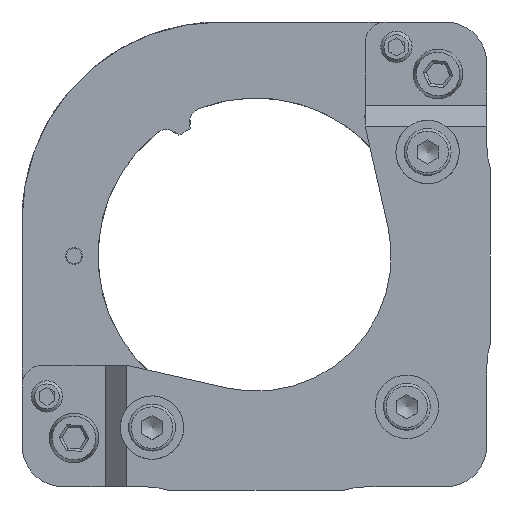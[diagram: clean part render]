
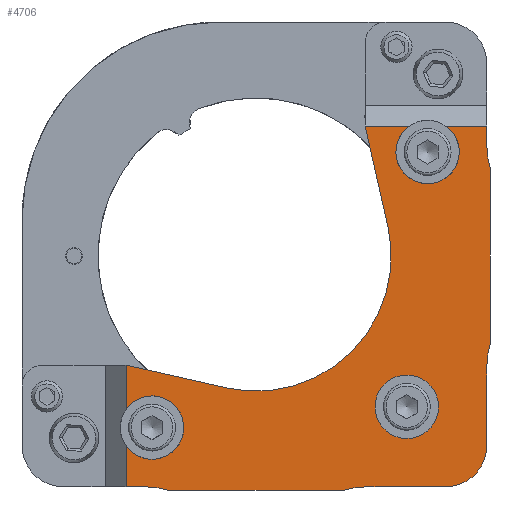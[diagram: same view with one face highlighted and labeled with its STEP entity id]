
A CAD part, left-side view. The second image highlights one B-rep face of the part: STEP entity #4706.
In plain terms, the highlighted face is planar.
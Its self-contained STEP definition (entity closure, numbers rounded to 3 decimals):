
#240=FACE_BOUND('',#721,.T.);
#307=PLANE('',#5231);
#447=FACE_OUTER_BOUND('',#720,.T.);
#720=EDGE_LOOP('',(#3426,#3427,#3428,#3429,#3430,#3431,#3432,#3433,#3434,
#3435,#3436,#3437,#3438,#3439,#3440,#3441,#3442,#3443,#3444,#3445,#3446,
#3447));
#721=EDGE_LOOP('',(#3448,#3449));
#1048=CIRCLE('',#5232,3.05);
#1049=CIRCLE('',#5233,3.05);
#1050=CIRCLE('',#5234,8.);
#1051=CIRCLE('',#5235,8.);
#1052=CIRCLE('',#5236,4.);
#1053=CIRCLE('',#5237,8.);
#1054=CIRCLE('',#5238,8.);
#1055=CIRCLE('',#5239,3.05);
#1056=CIRCLE('',#5240,3.05);
#1057=CIRCLE('',#5241,13.);
#1058=CIRCLE('',#5242,3.05);
#1059=CIRCLE('',#5243,3.05);
#1342=LINE('',#7538,#1673);
#1348=LINE('',#7555,#1679);
#1360=LINE('',#7643,#1691);
#1361=LINE('',#7649,#1692);
#1362=LINE('',#7651,#1693);
#1363=LINE('',#7655,#1694);
#1364=LINE('',#7659,#1695);
#1365=LINE('',#7663,#1696);
#1366=LINE('',#7667,#1697);
#1367=LINE('',#7671,#1698);
#1368=LINE('',#7673,#1699);
#1369=LINE('',#7678,#1700);
#1673=VECTOR('',#6013,10.);
#1679=VECTOR('',#6025,10.);
#1691=VECTOR('',#6047,10.);
#1692=VECTOR('',#6052,10.);
#1693=VECTOR('',#6053,10.);
#1694=VECTOR('',#6056,10.);
#1695=VECTOR('',#6059,10.);
#1696=VECTOR('',#6062,10.);
#1697=VECTOR('',#6065,10.);
#1698=VECTOR('',#6068,10.);
#1699=VECTOR('',#6069,10.);
#1700=VECTOR('',#6074,10.);
#2048=VERTEX_POINT('',#7535);
#2049=VERTEX_POINT('',#7537);
#2056=VERTEX_POINT('',#7552);
#2057=VERTEX_POINT('',#7554);
#2069=VERTEX_POINT('',#7642);
#2070=VERTEX_POINT('',#7644);
#2071=VERTEX_POINT('',#7646);
#2072=VERTEX_POINT('',#7648);
#2073=VERTEX_POINT('',#7650);
#2074=VERTEX_POINT('',#7652);
#2075=VERTEX_POINT('',#7654);
#2076=VERTEX_POINT('',#7656);
#2077=VERTEX_POINT('',#7658);
#2078=VERTEX_POINT('',#7660);
#2079=VERTEX_POINT('',#7662);
#2080=VERTEX_POINT('',#7664);
#2081=VERTEX_POINT('',#7666);
#2082=VERTEX_POINT('',#7668);
#2083=VERTEX_POINT('',#7670);
#2084=VERTEX_POINT('',#7672);
#2085=VERTEX_POINT('',#7674);
#2086=VERTEX_POINT('',#7676);
#2087=VERTEX_POINT('',#7680);
#2088=VERTEX_POINT('',#7681);
#2576=EDGE_CURVE('',#2049,#2048,#1342,.T.);
#2584=EDGE_CURVE('',#2057,#2056,#1348,.T.);
#2600=EDGE_CURVE('',#2069,#2048,#1360,.T.);
#2601=EDGE_CURVE('',#2069,#2070,#1048,.T.);
#2602=EDGE_CURVE('',#2070,#2071,#1049,.T.);
#2603=EDGE_CURVE('',#2072,#2071,#1361,.T.);
#2604=EDGE_CURVE('',#2072,#2073,#1362,.T.);
#2605=EDGE_CURVE('',#2073,#2074,#1050,.F.);
#2606=EDGE_CURVE('',#2074,#2075,#1363,.T.);
#2607=EDGE_CURVE('',#2075,#2076,#1051,.F.);
#2608=EDGE_CURVE('',#2076,#2077,#1364,.T.);
#2609=EDGE_CURVE('',#2078,#2077,#1052,.T.);
#2610=EDGE_CURVE('',#2078,#2079,#1365,.T.);
#2611=EDGE_CURVE('',#2079,#2080,#1053,.F.);
#2612=EDGE_CURVE('',#2080,#2081,#1366,.T.);
#2613=EDGE_CURVE('',#2081,#2082,#1054,.F.);
#2614=EDGE_CURVE('',#2082,#2083,#1367,.T.);
#2615=EDGE_CURVE('',#2084,#2083,#1368,.T.);
#2616=EDGE_CURVE('',#2084,#2085,#1055,.T.);
#2617=EDGE_CURVE('',#2085,#2086,#1056,.T.);
#2618=EDGE_CURVE('',#2057,#2086,#1369,.T.);
#2619=EDGE_CURVE('',#2056,#2049,#1057,.T.);
#2620=EDGE_CURVE('',#2087,#2088,#1058,.T.);
#2621=EDGE_CURVE('',#2088,#2087,#1059,.T.);
#3426=ORIENTED_EDGE('',*,*,#2576,.T.);
#3427=ORIENTED_EDGE('',*,*,#2600,.F.);
#3428=ORIENTED_EDGE('',*,*,#2601,.T.);
#3429=ORIENTED_EDGE('',*,*,#2602,.T.);
#3430=ORIENTED_EDGE('',*,*,#2603,.F.);
#3431=ORIENTED_EDGE('',*,*,#2604,.T.);
#3432=ORIENTED_EDGE('',*,*,#2605,.T.);
#3433=ORIENTED_EDGE('',*,*,#2606,.T.);
#3434=ORIENTED_EDGE('',*,*,#2607,.T.);
#3435=ORIENTED_EDGE('',*,*,#2608,.T.);
#3436=ORIENTED_EDGE('',*,*,#2609,.F.);
#3437=ORIENTED_EDGE('',*,*,#2610,.T.);
#3438=ORIENTED_EDGE('',*,*,#2611,.T.);
#3439=ORIENTED_EDGE('',*,*,#2612,.T.);
#3440=ORIENTED_EDGE('',*,*,#2613,.T.);
#3441=ORIENTED_EDGE('',*,*,#2614,.T.);
#3442=ORIENTED_EDGE('',*,*,#2615,.F.);
#3443=ORIENTED_EDGE('',*,*,#2616,.T.);
#3444=ORIENTED_EDGE('',*,*,#2617,.T.);
#3445=ORIENTED_EDGE('',*,*,#2618,.F.);
#3446=ORIENTED_EDGE('',*,*,#2584,.T.);
#3447=ORIENTED_EDGE('',*,*,#2619,.T.);
#3448=ORIENTED_EDGE('',*,*,#2620,.T.);
#3449=ORIENTED_EDGE('',*,*,#2621,.T.);
#4706=ADVANCED_FACE('',(#447,#240),#307,.T.);
#5231=AXIS2_PLACEMENT_3D('',#7641,#6045,#6046);
#5232=AXIS2_PLACEMENT_3D('',#7645,#6048,#6049);
#5233=AXIS2_PLACEMENT_3D('',#7647,#6050,#6051);
#5234=AXIS2_PLACEMENT_3D('',#7653,#6054,#6055);
#5235=AXIS2_PLACEMENT_3D('',#7657,#6057,#6058);
#5236=AXIS2_PLACEMENT_3D('',#7661,#6060,#6061);
#5237=AXIS2_PLACEMENT_3D('',#7665,#6063,#6064);
#5238=AXIS2_PLACEMENT_3D('',#7669,#6066,#6067);
#5239=AXIS2_PLACEMENT_3D('',#7675,#6070,#6071);
#5240=AXIS2_PLACEMENT_3D('',#7677,#6072,#6073);
#5241=AXIS2_PLACEMENT_3D('',#7679,#6075,#6076);
#5242=AXIS2_PLACEMENT_3D('',#7682,#6077,#6078);
#5243=AXIS2_PLACEMENT_3D('',#7683,#6079,#6080);
#6013=DIRECTION('',(0.,0.975,-0.221));
#6025=DIRECTION('',(0.,-0.221,0.975));
#6045=DIRECTION('center_axis',(1.,0.,0.));
#6046=DIRECTION('ref_axis',(0.,0.,-1.));
#6047=DIRECTION('',(0.,0.,-1.));
#6048=DIRECTION('center_axis',(-1.,0.,0.));
#6049=DIRECTION('ref_axis',(0.,0.,-1.));
#6050=DIRECTION('center_axis',(-1.,0.,0.));
#6051=DIRECTION('ref_axis',(0.,0.,-1.));
#6052=DIRECTION('',(0.,0.,-1.));
#6053=DIRECTION('',(0.,-1.,0.));
#6054=DIRECTION('center_axis',(1.,0.,0.));
#6055=DIRECTION('ref_axis',(0.,-0.271,-0.963));
#6056=DIRECTION('',(0.,-1.,0.));
#6057=DIRECTION('center_axis',(1.,0.,0.));
#6058=DIRECTION('ref_axis',(0.,0.271,-0.963));
#6059=DIRECTION('',(0.,-1.,0.));
#6060=DIRECTION('center_axis',(-1.,0.,0.));
#6061=DIRECTION('ref_axis',(0.,-0.707,0.707));
#6062=DIRECTION('',(0.,0.,-1.));
#6063=DIRECTION('center_axis',(1.,0.,0.));
#6064=DIRECTION('ref_axis',(0.,0.962,-0.271));
#6065=DIRECTION('',(0.,0.,-1.));
#6066=DIRECTION('center_axis',(1.,0.,0.));
#6067=DIRECTION('ref_axis',(0.,0.962,0.271));
#6068=DIRECTION('',(0.,0.,-1.));
#6069=DIRECTION('',(0.,-1.,0.));
#6070=DIRECTION('center_axis',(-1.,0.,0.));
#6071=DIRECTION('ref_axis',(0.,0.,-1.));
#6072=DIRECTION('center_axis',(-1.,0.,0.));
#6073=DIRECTION('ref_axis',(0.,0.,-1.));
#6074=DIRECTION('',(0.,-1.,0.));
#6075=DIRECTION('center_axis',(-1.,0.,0.));
#6076=DIRECTION('ref_axis',(0.,0.,-1.));
#6077=DIRECTION('center_axis',(-1.,0.,0.));
#6078=DIRECTION('ref_axis',(0.,0.,-1.));
#6079=DIRECTION('center_axis',(-1.,0.,0.));
#6080=DIRECTION('ref_axis',(0.,0.,-1.));
#7535=CARTESIAN_POINT('',(16.,14.868,1.18));
#7537=CARTESIAN_POINT('',(16.,5.238,3.359));
#7538=CARTESIAN_POINT('',(16.,5.238,3.359));
#7552=CARTESIAN_POINT('',(16.,-10.311,-12.19));
#7554=CARTESIAN_POINT('',(16.,-8.132,-21.82));
#7555=CARTESIAN_POINT('',(16.,-9.221,-17.005));
#7641=CARTESIAN_POINT('Origin',(16.,2.368,-9.32));
#7642=CARTESIAN_POINT('',(16.,14.868,5.432));
#7643=CARTESIAN_POINT('',(16.,14.868,-6.927));
#7644=CARTESIAN_POINT('',(16.,12.368,10.23));
#7645=CARTESIAN_POINT('Origin',(16.,12.368,7.18));
#7646=CARTESIAN_POINT('',(16.,14.868,8.927));
#7647=CARTESIAN_POINT('Origin',(16.,12.368,7.18));
#7648=CARTESIAN_POINT('',(16.,14.868,12.88));
#7649=CARTESIAN_POINT('',(16.,14.868,-6.927));
#7650=CARTESIAN_POINT('',(16.,13.038,12.88));
#7651=CARTESIAN_POINT('',(16.,13.618,12.88));
#7652=CARTESIAN_POINT('',(16.,10.868,13.18));
#7653=CARTESIAN_POINT('Origin',(16.,13.038,20.88));
#7654=CARTESIAN_POINT('',(16.,-6.132,13.18));
#7655=CARTESIAN_POINT('',(16.,-20.132,13.18));
#7656=CARTESIAN_POINT('',(16.,-8.302,12.88));
#7657=CARTESIAN_POINT('Origin',(16.,-8.302,20.88));
#7658=CARTESIAN_POINT('',(16.,-15.832,12.88));
#7659=CARTESIAN_POINT('',(16.,-1.882,12.88));
#7660=CARTESIAN_POINT('',(16.,-19.832,8.88));
#7661=CARTESIAN_POINT('Origin',(16.,-15.832,8.88));
#7662=CARTESIAN_POINT('',(16.,-19.832,1.35));
#7663=CARTESIAN_POINT('',(16.,-19.832,1.93));
#7664=CARTESIAN_POINT('',(16.,-20.132,-0.82));
#7665=CARTESIAN_POINT('Origin',(16.,-27.832,1.35));
#7666=CARTESIAN_POINT('',(16.,-20.132,-17.82));
#7667=CARTESIAN_POINT('',(16.,-20.132,-31.82));
#7668=CARTESIAN_POINT('',(16.,-19.832,-19.991));
#7669=CARTESIAN_POINT('Origin',(16.,-27.832,-19.991));
#7670=CARTESIAN_POINT('',(16.,-19.832,-21.82));
#7671=CARTESIAN_POINT('',(16.,-19.832,-13.57));
#7672=CARTESIAN_POINT('',(16.,-15.879,-21.82));
#7673=CARTESIAN_POINT('',(16.,-11.079,-21.82));
#7674=CARTESIAN_POINT('',(16.,-14.132,-16.27));
#7675=CARTESIAN_POINT('Origin',(16.,-14.132,-19.32));
#7676=CARTESIAN_POINT('',(16.,-12.385,-21.82));
#7677=CARTESIAN_POINT('Origin',(16.,-14.132,-19.32));
#7678=CARTESIAN_POINT('',(16.,-11.079,-21.82));
#7679=CARTESIAN_POINT('Origin',(16.,2.368,-9.32));
#7680=CARTESIAN_POINT('',(16.,-12.132,2.13));
#7681=CARTESIAN_POINT('',(16.,-12.132,8.23));
#7682=CARTESIAN_POINT('Origin',(16.,-12.132,5.18));
#7683=CARTESIAN_POINT('Origin',(16.,-12.132,5.18));
